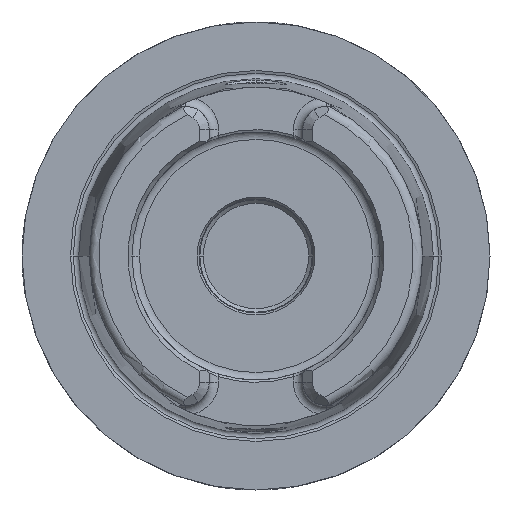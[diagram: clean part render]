
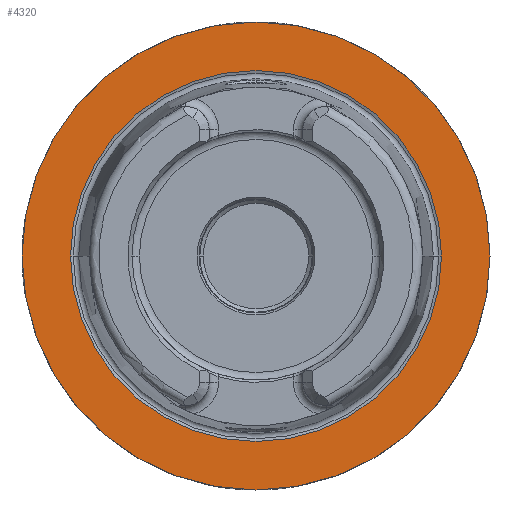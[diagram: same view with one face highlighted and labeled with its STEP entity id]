
A CAD part, left-side view. The second image highlights one B-rep face of the part: STEP entity #4320.
In plain terms, the highlighted planar face has unit normal (-1, 0, 0).
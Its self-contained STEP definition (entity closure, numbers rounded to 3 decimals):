
#905=CARTESIAN_POINT('',(0.,0.,0.));
#906=DIRECTION('',(1.,0.,0.));
#907=DIRECTION('',(0.,1.,0.));
#908=AXIS2_PLACEMENT_3D('',#905,#906,#907);
#910=CARTESIAN_POINT('',(0.,0.,0.));
#911=DIRECTION('',(-1.,0.,0.));
#912=DIRECTION('',(0.,1.,0.));
#913=AXIS2_PLACEMENT_3D('',#910,#911,#912);
#915=CARTESIAN_POINT('',(0.,0.,0.));
#916=DIRECTION('',(-1.,0.,0.));
#917=DIRECTION('',(0.,-1.,0.));
#918=AXIS2_PLACEMENT_3D('',#915,#916,#917);
#920=CARTESIAN_POINT('',(0.,0.,0.));
#921=DIRECTION('',(-1.,0.,0.));
#922=DIRECTION('',(0.,1.,0.));
#923=AXIS2_PLACEMENT_3D('',#920,#921,#922);
#2871=CARTESIAN_POINT('',(0.,50.,0.));
#2872=CARTESIAN_POINT('',(0.,-50.,0.));
#2873=VERTEX_POINT('',#2871);
#2874=VERTEX_POINT('',#2872);
#2899=CARTESIAN_POINT('',(0.,-39.632,0.));
#2900=VERTEX_POINT('',#2899);
#2901=CARTESIAN_POINT('',(0.,39.632,0.));
#2902=VERTEX_POINT('',#2901);
#4305=CARTESIAN_POINT('',(0.,0.,0.));
#4306=DIRECTION('',(1.,0.,0.));
#4307=DIRECTION('',(0.,-1.,0.));
#4308=AXIS2_PLACEMENT_3D('',#4305,#4306,#4307);
#4309=PLANE('',#4308);
#4311=ORIENTED_EDGE('',*,*,#4310,.T.);
#4313=ORIENTED_EDGE('',*,*,#4312,.F.);
#4314=EDGE_LOOP('',(#4311,#4313));
#4315=FACE_OUTER_BOUND('',#4314,.F.);
#4316=ORIENTED_EDGE('',*,*,#4300,.T.);
#4317=ORIENTED_EDGE('',*,*,#4284,.T.);
#4318=EDGE_LOOP('',(#4316,#4317));
#4319=FACE_BOUND('',#4318,.F.);
#4320=ADVANCED_FACE('',(#4315,#4319),#4309,.F.);
#909=CIRCLE('',#908,50.);
#914=CIRCLE('',#913,50.);
#919=CIRCLE('',#918,39.632);
#924=CIRCLE('',#923,39.632);
#4284=EDGE_CURVE('',#2902,#2900,#924,.T.);
#4300=EDGE_CURVE('',#2900,#2902,#919,.T.);
#4310=EDGE_CURVE('',#2873,#2874,#909,.T.);
#4312=EDGE_CURVE('',#2873,#2874,#914,.T.);
